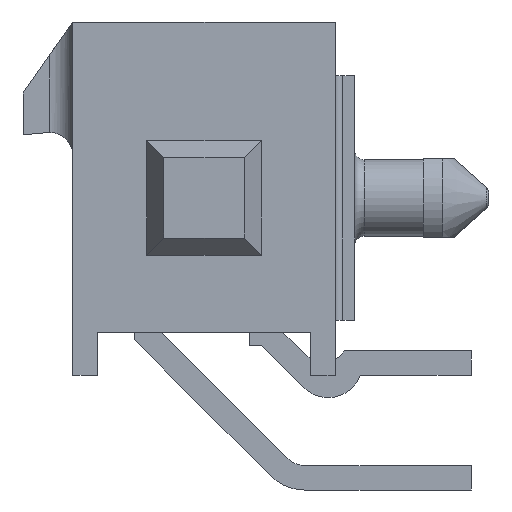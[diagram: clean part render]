
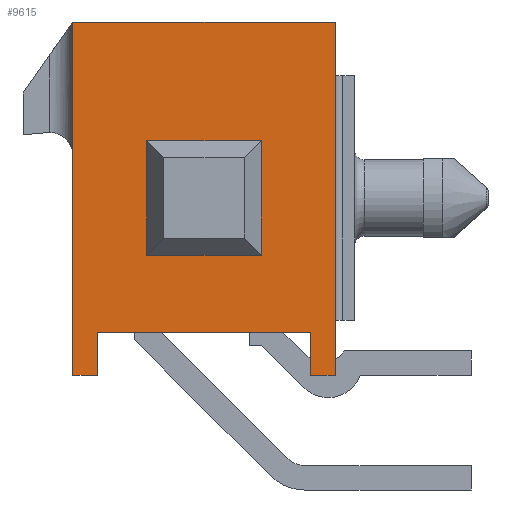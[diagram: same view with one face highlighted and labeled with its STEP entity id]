
A CAD part, left-side view. The second image highlights one B-rep face of the part: STEP entity #9615.
In plain terms, the highlighted planar face has unit normal (-1, 0, 0).
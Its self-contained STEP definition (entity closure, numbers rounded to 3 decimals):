
#162=DIRECTION('',(0.,1.,0.));
#163=VECTOR('',#162,6.86);
#164=CARTESIAN_POINT('',(-15.43,-3.43,0.));
#165=LINE('',#164,#163);
#744=DIRECTION('',(0.,1.,0.));
#745=VECTOR('',#744,5.58);
#746=CARTESIAN_POINT('',(-15.43,-2.79,-8.11));
#747=LINE('',#746,#745);
#1348=DIRECTION('',(0.,0.,-1.));
#1349=VECTOR('',#1348,9.24);
#1350=CARTESIAN_POINT('',(-15.43,3.43,0.));
#1351=LINE('',#1350,#1349);
#1466=DIRECTION('',(0.,0.,-1.));
#1467=VECTOR('',#1466,1.13);
#1468=CARTESIAN_POINT('',(-15.43,2.79,-8.11));
#1469=LINE('',#1468,#1467);
#1470=DIRECTION('',(0.,0.,1.));
#1471=VECTOR('',#1470,1.5);
#1472=CARTESIAN_POINT('',(-15.43,1.,-5.35));
#1473=LINE('',#1472,#1471);
#1474=DIRECTION('',(0.,1.,0.));
#1475=VECTOR('',#1474,1.5);
#1476=CARTESIAN_POINT('',(-15.43,-0.75,-5.6));
#1477=LINE('',#1476,#1475);
#1478=DIRECTION('',(0.,0.,-1.));
#1479=VECTOR('',#1478,1.5);
#1480=CARTESIAN_POINT('',(-15.43,-1.,-3.85));
#1481=LINE('',#1480,#1479);
#1482=DIRECTION('',(0.,-1.,0.));
#1483=VECTOR('',#1482,1.5);
#1484=CARTESIAN_POINT('',(-15.43,0.75,-3.6));
#1485=LINE('',#1484,#1483);
#1522=DIRECTION('',(0.,0.,1.));
#1523=VECTOR('',#1522,9.24);
#1524=CARTESIAN_POINT('',(-15.43,-3.43,-9.24));
#1525=LINE('',#1524,#1523);
#2494=DIRECTION('',(0.,0.,-1.));
#2495=VECTOR('',#2494,1.13);
#2496=CARTESIAN_POINT('',(-15.43,-2.79,-8.11));
#2497=LINE('',#2496,#2495);
#5912=DIRECTION('',(0.,1.,0.));
#5913=VECTOR('',#5912,0.64);
#5914=CARTESIAN_POINT('',(-15.43,-3.43,-9.24));
#5915=LINE('',#5914,#5913);
#5928=DIRECTION('',(0.,1.,0.));
#5929=VECTOR('',#5928,0.64);
#5930=CARTESIAN_POINT('',(-15.43,2.79,-9.24));
#5931=LINE('',#5930,#5929);
#6324=CARTESIAN_POINT('',(-15.43,0.75,-5.35));
#6325=DIRECTION('',(1.,0.,0.));
#6326=DIRECTION('',(0.,0.,-1.));
#6327=AXIS2_PLACEMENT_3D('',#6324,#6325,#6326);
#6346=CARTESIAN_POINT('',(-15.43,-0.75,-5.35));
#6347=DIRECTION('',(1.,0.,0.));
#6348=DIRECTION('',(0.,-1.,0.));
#6349=AXIS2_PLACEMENT_3D('',#6346,#6347,#6348);
#6448=CARTESIAN_POINT('',(-15.43,0.75,-3.85));
#6449=DIRECTION('',(1.,0.,0.));
#6450=DIRECTION('',(0.,1.,0.));
#6451=AXIS2_PLACEMENT_3D('',#6448,#6449,#6450);
#6470=CARTESIAN_POINT('',(-15.43,-0.75,-3.85));
#6471=DIRECTION('',(1.,0.,0.));
#6472=DIRECTION('',(0.,0.,1.));
#6473=AXIS2_PLACEMENT_3D('',#6470,#6471,#6472);
#6501=CARTESIAN_POINT('',(-15.43,-3.43,0.));
#6503=VERTEX_POINT('',#6501);
#6504=CARTESIAN_POINT('',(-15.43,3.43,0.));
#6505=VERTEX_POINT('',#6504);
#6936=CARTESIAN_POINT('',(-15.43,2.79,-9.24));
#6937=CARTESIAN_POINT('',(-15.43,3.43,-9.24));
#6938=VERTEX_POINT('',#6936);
#6939=VERTEX_POINT('',#6937);
#6944=CARTESIAN_POINT('',(-15.43,-3.43,-9.24));
#6945=CARTESIAN_POINT('',(-15.43,-2.79,-9.24));
#6946=VERTEX_POINT('',#6944);
#6947=VERTEX_POINT('',#6945);
#6953=CARTESIAN_POINT('',(-15.43,2.79,-8.11));
#6955=VERTEX_POINT('',#6953);
#6957=CARTESIAN_POINT('',(-15.43,-2.79,-8.11));
#6959=VERTEX_POINT('',#6957);
#7284=CARTESIAN_POINT('',(-15.43,-1.,-5.35));
#7286=VERTEX_POINT('',#7284);
#7288=CARTESIAN_POINT('',(-15.43,-0.75,-5.6));
#7290=VERTEX_POINT('',#7288);
#7292=CARTESIAN_POINT('',(-15.43,0.75,-5.6));
#7294=VERTEX_POINT('',#7292);
#7296=CARTESIAN_POINT('',(-15.43,1.,-5.35));
#7298=VERTEX_POINT('',#7296);
#7300=CARTESIAN_POINT('',(-15.43,-0.75,-3.6));
#7302=VERTEX_POINT('',#7300);
#7304=CARTESIAN_POINT('',(-15.43,-1.,-3.85));
#7306=VERTEX_POINT('',#7304);
#7308=CARTESIAN_POINT('',(-15.43,1.,-3.85));
#7310=VERTEX_POINT('',#7308);
#7312=CARTESIAN_POINT('',(-15.43,0.75,-3.6));
#7314=VERTEX_POINT('',#7312);
#9578=CARTESIAN_POINT('',(-15.43,-3.43,0.));
#9579=DIRECTION('',(-1.,0.,0.));
#9580=DIRECTION('',(0.,1.,0.));
#9581=AXIS2_PLACEMENT_3D('',#9578,#9579,#9580);
#9582=PLANE('',#9581);
#9584=ORIENTED_EDGE('',*,*,#9583,.F.);
#9586=ORIENTED_EDGE('',*,*,#9585,.T.);
#9588=ORIENTED_EDGE('',*,*,#9587,.F.);
#9589=ORIENTED_EDGE('',*,*,#9011,.T.);
#9590=ORIENTED_EDGE('',*,*,#9229,.T.);
#9592=ORIENTED_EDGE('',*,*,#9591,.T.);
#9593=ORIENTED_EDGE('',*,*,#9442,.F.);
#9594=ORIENTED_EDGE('',*,*,#8557,.F.);
#9595=EDGE_LOOP('',(#9584,#9586,#9588,#9589,#9590,#9592,#9593,#9594));
#9596=FACE_OUTER_BOUND('',#9595,.F.);
#9598=ORIENTED_EDGE('',*,*,#9597,.F.);
#9600=ORIENTED_EDGE('',*,*,#9599,.F.);
#9602=ORIENTED_EDGE('',*,*,#9601,.F.);
#9604=ORIENTED_EDGE('',*,*,#9603,.F.);
#9606=ORIENTED_EDGE('',*,*,#9605,.F.);
#9608=ORIENTED_EDGE('',*,*,#9607,.F.);
#9610=ORIENTED_EDGE('',*,*,#9609,.F.);
#9612=ORIENTED_EDGE('',*,*,#9611,.F.);
#9613=EDGE_LOOP('',(#9598,#9600,#9602,#9604,#9606,#9608,#9610,#9612));
#9614=FACE_BOUND('',#9613,.F.);
#6328=CIRCLE('',#6327,0.25);
#6350=CIRCLE('',#6349,0.25);
#6452=CIRCLE('',#6451,0.25);
#6474=CIRCLE('',#6473,0.25);
#8557=EDGE_CURVE('',#6503,#6505,#165,.T.);
#9011=EDGE_CURVE('',#6959,#6955,#747,.T.);
#9229=EDGE_CURVE('',#6955,#6938,#1469,.T.);
#9442=EDGE_CURVE('',#6505,#6939,#1351,.T.);
#9583=EDGE_CURVE('',#6946,#6503,#1525,.T.);
#9585=EDGE_CURVE('',#6946,#6947,#5915,.T.);
#9587=EDGE_CURVE('',#6959,#6947,#2497,.T.);
#9591=EDGE_CURVE('',#6938,#6939,#5931,.T.);
#9597=EDGE_CURVE('',#7298,#7310,#1473,.T.);
#9599=EDGE_CURVE('',#7294,#7298,#6328,.T.);
#9601=EDGE_CURVE('',#7290,#7294,#1477,.T.);
#9603=EDGE_CURVE('',#7286,#7290,#6350,.T.);
#9605=EDGE_CURVE('',#7306,#7286,#1481,.T.);
#9607=EDGE_CURVE('',#7302,#7306,#6474,.T.);
#9609=EDGE_CURVE('',#7314,#7302,#1485,.T.);
#9611=EDGE_CURVE('',#7310,#7314,#6452,.T.);
#9615=ADVANCED_FACE('',(#9596,#9614),#9582,.T.);
